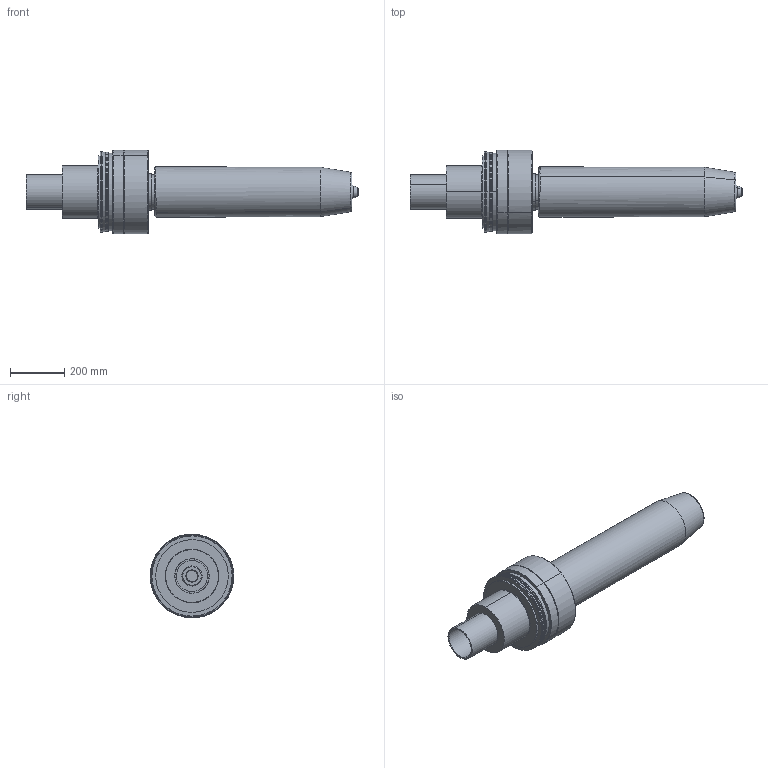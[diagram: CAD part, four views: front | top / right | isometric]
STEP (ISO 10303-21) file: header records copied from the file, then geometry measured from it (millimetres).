
FILE_DESCRIPTION(('FreeCAD Model'),'2;1');
FILE_NAME('Open CASCADE Shape Model','2025-05-08T04:50:53',('FreeCAD'),( 'FreeCAD'),'Open CASCADE STEP processor 7.6','FreeCAD','Unknown');
FILE_SCHEMA(('AUTOMOTIVE_DESIGN { 1 0 10303 214 1 1 1 1 }'));
Products named in the file (1): Open CASCADE STEP translator 7.6 1
Bounding box: 1218.66 x 305.99 x 306.67 mm (x, y, z)
Volume: 30793891.3 mm3; surface area: 2562381.9 mm2
Topology: 40 solids, 40 shells, 1112 faces, 2660 edges, 1634 vertices
Faces by surface type: bspline 1112
Entity records: 39678 total; most frequent: CARTESIAN_POINT 24675, ORIENTED_EDGE 5200, EDGE_CURVE 2600, VERTEX_POINT 1634, B_SPLINE_CURVE_WITH_KNOTS 1440, FACE_BOUND 1262, EDGE_LOOP 1262, ADVANCED_FACE 1112
